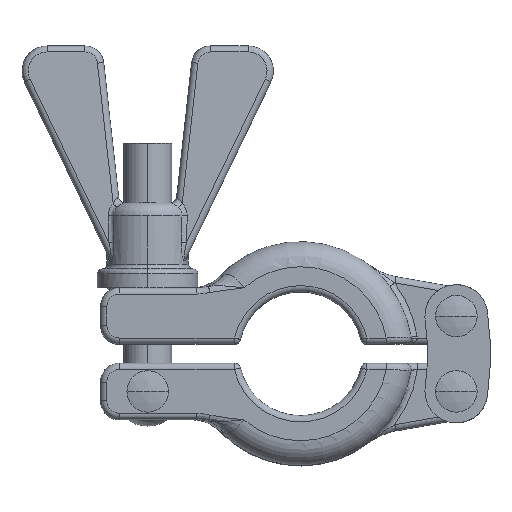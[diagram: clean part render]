
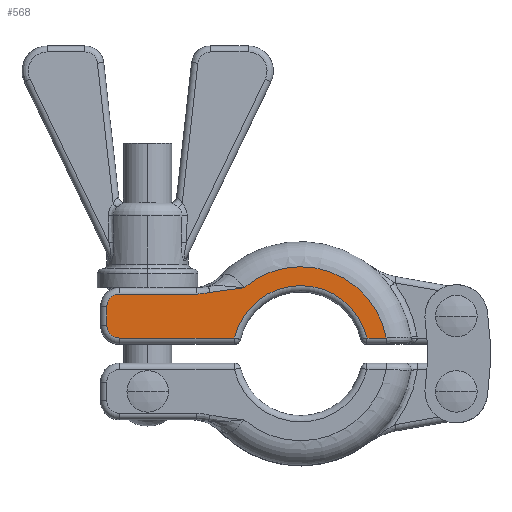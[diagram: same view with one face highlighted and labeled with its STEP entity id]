
A CAD part, top view. The second image highlights one B-rep face of the part: STEP entity #568.
In plain terms, the highlighted planar face has unit normal (0, 0, 1).
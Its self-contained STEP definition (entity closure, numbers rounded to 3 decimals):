
#393 = EDGE_LOOP ( 'NONE', ( #5821, #14252, #7603, #718, #7985, #13619, #14455, #6932, #13804, #527 ) ) ;
#527 = ORIENTED_EDGE ( 'NONE', *, *, #5005, .T. ) ;
#542 = CARTESIAN_POINT ( 'NONE',  ( -15.148, 9.593, 8.5 ) ) ;
#568 = ADVANCED_FACE ( 'NONE', ( #12706 ), #1369, .T. ) ;
#643 = CIRCLE ( 'NONE', #16286, 2. ) ;
#718 = ORIENTED_EDGE ( 'NONE', *, *, #6639, .T. ) ;
#832 = DIRECTION ( 'NONE',  ( 1., 0., 0. ) ) ;
#980 = CARTESIAN_POINT ( 'NONE',  ( 0., 0., 8.5 ) ) ;
#1237 = VECTOR ( 'NONE', #3862, 1000. ) ;
#1369 = PLANE ( 'NONE',  #9621 ) ;
#1450 = CARTESIAN_POINT ( 'NONE',  ( 13.622, 2.5, 8.5 ) ) ;
#1758 = CARTESIAN_POINT ( 'NONE',  ( -16.578, 9.5, 8.5 ) ) ;
#1927 = DIRECTION ( 'NONE',  ( 1., 0., 0. ) ) ;
#1929 = CARTESIAN_POINT ( 'NONE',  ( -30.85, 7.5, 8.5 ) ) ;
#2027 = CARTESIAN_POINT ( 'NONE',  ( -12.203, 10.142, 8.5 ) ) ;
#2091 = CARTESIAN_POINT ( 'NONE',  ( -9.735, 2.5, 8.5 ) ) ;
#2108 = CARTESIAN_POINT ( 'NONE',  ( -9.032, 10.5, 8.5 ) ) ;
#2155 = DIRECTION ( 'NONE',  ( 0., 0., 1. ) ) ;
#2378 = DIRECTION ( 'NONE',  ( 0., 0., 1. ) ) ;
#2558 = EDGE_CURVE ( 'NONE', #5199, #8387, #12278, .T. ) ;
#2604 = CARTESIAN_POINT ( 'NONE',  ( -14.448, 9.758, 8.5 ) ) ;
#2930 = CARTESIAN_POINT ( 'NONE',  ( 13.769, 2.5, 8.5 ) ) ;
#3241 = VERTEX_POINT ( 'NONE', #7033 ) ;
#3268 = CARTESIAN_POINT ( 'NONE',  ( -14.448, 9.758, 8.5 ) ) ;
#3336 = DIRECTION ( 'NONE',  ( 0., 0., -1. ) ) ;
#3435 = B_SPLINE_CURVE_WITH_KNOTS ( 'NONE', 3,
 ( #10829, #542, #14296, #6941 ),
 .UNSPECIFIED., .F., .F.,
 ( 4, 4 ),
 ( 0., 0.002 ),
 .UNSPECIFIED. ) ;
#3862 = DIRECTION ( 'NONE',  ( -1., 0., 0. ) ) ;
#3941 = EDGE_CURVE ( 'NONE', #8387, #15220, #643, .T. ) ;
#4037 = EDGE_CURVE ( 'NONE', #9815, #5258, #16000, .T. ) ;
#4648 = CARTESIAN_POINT ( 'NONE',  ( -30.85, 4.5, 8.5 ) ) ;
#5005 = EDGE_CURVE ( 'NONE', #7651, #9815, #12777, .T. ) ;
#5199 = VERTEX_POINT ( 'NONE', #1929 ) ;
#5258 = VERTEX_POINT ( 'NONE', #11600 ) ;
#5488 = CARTESIAN_POINT ( 'NONE',  ( -28.85, 7.5, 8.5 ) ) ;
#5607 = EDGE_CURVE ( 'NONE', #9648, #5199, #14577, .T. ) ;
#5821 = ORIENTED_EDGE ( 'NONE', *, *, #4037, .T. ) ;
#5823 = CIRCLE ( 'NONE', #15075, 10.85 ) ;
#5994 = CARTESIAN_POINT ( 'NONE',  ( 0., 0., 8.5 ) ) ;
#6427 = CARTESIAN_POINT ( 'NONE',  ( 0., 0., 8.5 ) ) ;
#6494 = CARTESIAN_POINT ( 'NONE',  ( -28.85, 2.5, 8.5 ) ) ;
#6639 = EDGE_CURVE ( 'NONE', #8907, #9648, #10134, .T. ) ;
#6932 = ORIENTED_EDGE ( 'NONE', *, *, #16273, .T. ) ;
#6941 = CARTESIAN_POINT ( 'NONE',  ( -16.578, 9.5, 8.5 ) ) ;
#7033 = CARTESIAN_POINT ( 'NONE',  ( -10.558, 2.5, 8.5 ) ) ;
#7078 = CARTESIAN_POINT ( 'NONE',  ( -13.555, 9.942, 8.5 ) ) ;
#7158 = CARTESIAN_POINT ( 'NONE',  ( -30.85, 4.5, 8.5 ) ) ;
#7462 = AXIS2_PLACEMENT_3D ( 'NONE', #5488, #10523, #15577 ) ;
#7603 = ORIENTED_EDGE ( 'NONE', *, *, #11530, .T. ) ;
#7651 = VERTEX_POINT ( 'NONE', #11139 ) ;
#7677 = B_SPLINE_CURVE_WITH_KNOTS ( 'NONE', 3,
 ( #2108, #16019, #15851, #2027, #13352, #7078, #9629, #3268 ),
 .UNSPECIFIED., .F., .F.,
 ( 4, 2, 2, 4 ),
 ( 0., 0.002, 0.004, 0.005 ),
 .UNSPECIFIED. ) ;
#7747 = DIRECTION ( 'NONE',  ( 1., 0., 0. ) ) ;
#7985 = ORIENTED_EDGE ( 'NONE', *, *, #5607, .T. ) ;
#8387 = VERTEX_POINT ( 'NONE', #4648 ) ;
#8403 = DIRECTION ( 'NONE',  ( 0., -1., 0. ) ) ;
#8531 = DIRECTION ( 'NONE',  ( 0., 0., 1. ) ) ;
#8907 = VERTEX_POINT ( 'NONE', #1758 ) ;
#9032 = VECTOR ( 'NONE', #1927, 1000. ) ;
#9621 = AXIS2_PLACEMENT_3D ( 'NONE', #6427, #2378, #11477 ) ;
#9629 = CARTESIAN_POINT ( 'NONE',  ( -14.003, 9.864, 8.5 ) ) ;
#9648 = VERTEX_POINT ( 'NONE', #15790 ) ;
#9815 = VERTEX_POINT ( 'NONE', #1450 ) ;
#10134 = LINE ( 'NONE', #15190, #1237 ) ;
#10364 = VECTOR ( 'NONE', #8403, 1000. ) ;
#10523 = DIRECTION ( 'NONE',  ( 0., 0., 1. ) ) ;
#10829 = CARTESIAN_POINT ( 'NONE',  ( -14.448, 9.758, 8.5 ) ) ;
#11139 = CARTESIAN_POINT ( 'NONE',  ( 10.558, 2.5, 8.5 ) ) ;
#11188 = VERTEX_POINT ( 'NONE', #2604 ) ;
#11477 = DIRECTION ( 'NONE',  ( 1., 0., 0. ) ) ;
#11530 = EDGE_CURVE ( 'NONE', #11188, #8907, #3435, .T. ) ;
#11600 = CARTESIAN_POINT ( 'NONE',  ( -9.032, 10.5, 8.5 ) ) ;
#12108 = LINE ( 'NONE', #2091, #9032 ) ;
#12278 = LINE ( 'NONE', #7158, #10364 ) ;
#12706 = FACE_OUTER_BOUND ( 'NONE', #393, .T. ) ;
#12777 = LINE ( 'NONE', #2930, #13226 ) ;
#13226 = VECTOR ( 'NONE', #7747, 1000. ) ;
#13352 = CARTESIAN_POINT ( 'NONE',  ( -12.654, 10.082, 8.5 ) ) ;
#13397 = CARTESIAN_POINT ( 'NONE',  ( -28.85, 4.5, 8.5 ) ) ;
#13619 = ORIENTED_EDGE ( 'NONE', *, *, #2558, .T. ) ;
#13804 = ORIENTED_EDGE ( 'NONE', *, *, #15293, .T. ) ;
#14252 = ORIENTED_EDGE ( 'NONE', *, *, #14917, .T. ) ;
#14296 = CARTESIAN_POINT ( 'NONE',  ( -15.857, 9.5, 8.5 ) ) ;
#14455 = ORIENTED_EDGE ( 'NONE', *, *, #3941, .T. ) ;
#14577 = CIRCLE ( 'NONE', #7462, 2. ) ;
#14668 = AXIS2_PLACEMENT_3D ( 'NONE', #980, #2155, #16235 ) ;
#14917 = EDGE_CURVE ( 'NONE', #5258, #11188, #7677, .T. ) ;
#15075 = AXIS2_PLACEMENT_3D ( 'NONE', #5994, #3336, #832 ) ;
#15190 = CARTESIAN_POINT ( 'NONE',  ( -28.85, 9.5, 8.5 ) ) ;
#15220 = VERTEX_POINT ( 'NONE', #6494 ) ;
#15293 = EDGE_CURVE ( 'NONE', #3241, #7651, #5823, .T. ) ;
#15577 = DIRECTION ( 'NONE',  ( 1., 0., 0. ) ) ;
#15790 = CARTESIAN_POINT ( 'NONE',  ( -28.85, 9.5, 8.5 ) ) ;
#15851 = CARTESIAN_POINT ( 'NONE',  ( -10.845, 10.31, 8.5 ) ) ;
#15978 = DIRECTION ( 'NONE',  ( 1., 0., 0. ) ) ;
#16000 = CIRCLE ( 'NONE', #14668, 13.85 ) ;
#16019 = CARTESIAN_POINT ( 'NONE',  ( -9.938, 10.404, 8.5 ) ) ;
#16235 = DIRECTION ( 'NONE',  ( 1., 0., 0. ) ) ;
#16273 = EDGE_CURVE ( 'NONE', #15220, #3241, #12108, .T. ) ;
#16286 = AXIS2_PLACEMENT_3D ( 'NONE', #13397, #8531, #15978 ) ;
